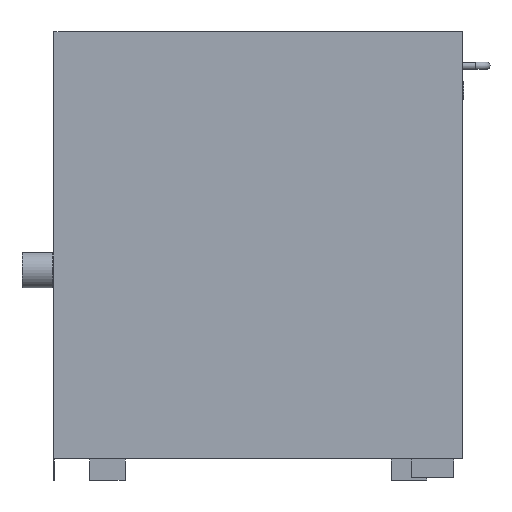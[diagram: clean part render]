
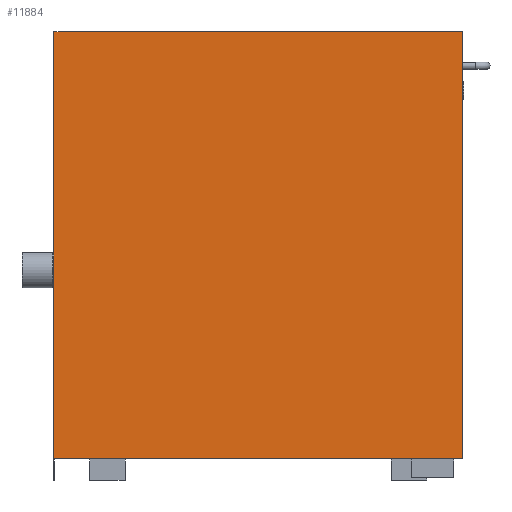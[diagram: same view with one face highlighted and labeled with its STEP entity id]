
A CAD part, left-side view. The second image highlights one B-rep face of the part: STEP entity #11884.
In plain terms, the highlighted planar face has unit normal (-1, 0, 0).
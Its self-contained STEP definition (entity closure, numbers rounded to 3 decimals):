
#1412=FACE_OUTER_BOUND('',#2081,.T.);
#2081=EDGE_LOOP('',(#8360,#8361,#8362,#8363,#8364,#8365));
#2822=LINE('',#15759,#4078);
#2824=LINE('',#15763,#4080);
#2892=LINE('',#15902,#4148);
#2953=LINE('',#16057,#4209);
#2954=LINE('',#16059,#4210);
#2955=LINE('',#16060,#4211);
#4078=VECTOR('',#13223,10.);
#4080=VECTOR('',#13227,10.);
#4148=VECTOR('',#13343,10.);
#4209=VECTOR('',#13494,10.);
#4210=VECTOR('',#13495,10.);
#4211=VECTOR('',#13496,10.);
#5332=VERTEX_POINT('',#15755);
#5333=VERTEX_POINT('',#15757);
#5334=VERTEX_POINT('',#15761);
#5381=VERTEX_POINT('',#15900);
#5430=VERTEX_POINT('',#16056);
#5431=VERTEX_POINT('',#16058);
#6446=EDGE_CURVE('',#5332,#5333,#2822,.T.);
#6448=EDGE_CURVE('',#5334,#5333,#2824,.T.);
#6516=EDGE_CURVE('',#5381,#5334,#2892,.T.);
#6587=EDGE_CURVE('',#5430,#5381,#2953,.T.);
#6588=EDGE_CURVE('',#5431,#5430,#2954,.T.);
#6589=EDGE_CURVE('',#5332,#5431,#2955,.T.);
#8360=ORIENTED_EDGE('',*,*,#6587,.F.);
#8361=ORIENTED_EDGE('',*,*,#6588,.F.);
#8362=ORIENTED_EDGE('',*,*,#6589,.F.);
#8363=ORIENTED_EDGE('',*,*,#6446,.T.);
#8364=ORIENTED_EDGE('',*,*,#6448,.F.);
#8365=ORIENTED_EDGE('',*,*,#6516,.F.);
#11416=PLANE('',#12643);
#11884=ADVANCED_FACE('',(#1412),#11416,.T.);
#12643=AXIS2_PLACEMENT_3D('',#16055,#13492,#13493);
#13223=DIRECTION('',(0.,-1.,0.));
#13227=DIRECTION('',(0.,0.,-1.));
#13343=DIRECTION('',(0.,1.,0.));
#13492=DIRECTION('center_axis',(-1.,0.,0.));
#13493=DIRECTION('ref_axis',(0.,-1.,0.));
#13494=DIRECTION('',(0.,0.,-1.));
#13495=DIRECTION('',(0.,-1.,0.));
#13496=DIRECTION('',(0.,0.,1.));
#15755=CARTESIAN_POINT('',(-296.5,287.,-330.44));
#15757=CARTESIAN_POINT('',(-296.5,286.9,-330.44));
#15759=CARTESIAN_POINT('',(-296.5,287.,-330.44));
#15761=CARTESIAN_POINT('',(-296.5,286.9,-300.44));
#15763=CARTESIAN_POINT('',(-296.5,286.9,-330.44));
#15900=CARTESIAN_POINT('',(-296.5,-287.,-300.44));
#15902=CARTESIAN_POINT('',(-296.5,287.,-300.44));
#16055=CARTESIAN_POINT('Origin',(-296.5,287.,0.));
#16056=CARTESIAN_POINT('',(-296.5,-287.,300.44));
#16057=CARTESIAN_POINT('',(-296.5,-287.,0.));
#16058=CARTESIAN_POINT('',(-296.5,287.,300.44));
#16059=CARTESIAN_POINT('',(-296.5,287.,300.44));
#16060=CARTESIAN_POINT('',(-296.5,287.,0.));
